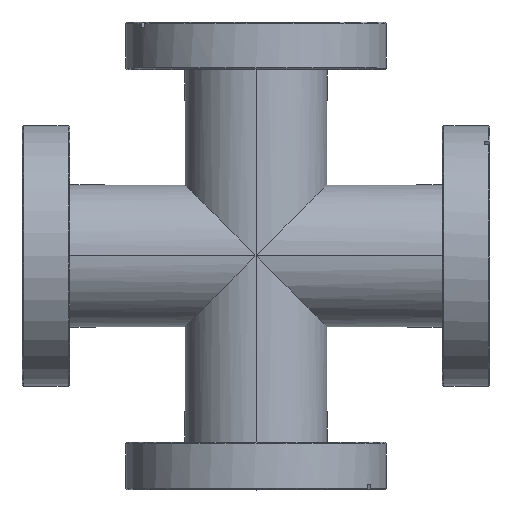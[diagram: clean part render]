
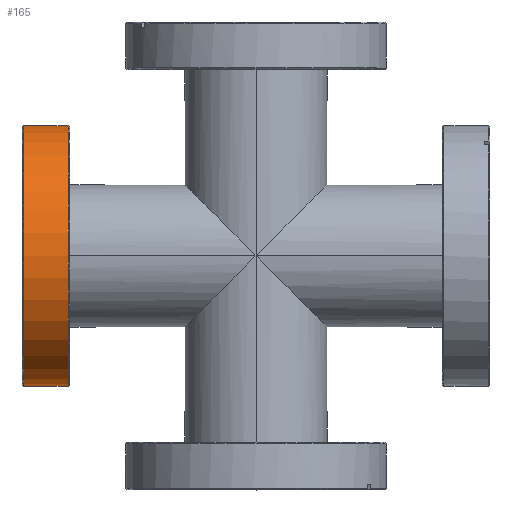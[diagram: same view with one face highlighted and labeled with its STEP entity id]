
A CAD part, top view. The second image highlights one B-rep face of the part: STEP entity #165.
In plain terms, the highlighted cylindrical face has radius 35 mm (diameter 70 mm), a partial arc.
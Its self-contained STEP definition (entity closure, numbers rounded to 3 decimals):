
#28 = EDGE_CURVE ( 'NONE', #35, #2401, #687, .T. ) ;
#35 = VERTEX_POINT ( 'NONE', #689 ) ;
#128 = EDGE_LOOP ( 'NONE', ( #177, #150, #170, #173 ) ) ;
#150 = ORIENTED_EDGE ( 'NONE', *, *, #152, .T. ) ;
#152 = EDGE_CURVE ( 'NONE', #2401, #568, #958, .T. ) ;
#163 = EDGE_CURVE ( 'NONE', #35, #307, #1005, .T. ) ;
#165 = ADVANCED_FACE ( 'NONE', ( #959 ), #962, .T. ) ;
#170 = ORIENTED_EDGE ( 'NONE', *, *, #569, .T. ) ;
#173 = ORIENTED_EDGE ( 'NONE', *, *, #163, .F. ) ;
#177 = ORIENTED_EDGE ( 'NONE', *, *, #28, .T. ) ;
#307 = VERTEX_POINT ( 'NONE', #1252 ) ;
#568 = VERTEX_POINT ( 'NONE', #1666 ) ;
#569 = EDGE_CURVE ( 'NONE', #568, #307, #1624, .T. ) ;
#687 = CIRCLE ( 'NONE', #736, 35. ) ;
#689 = CARTESIAN_POINT ( 'NONE',  ( 0., 0.4, 35. ) ) ;
#733 = DIRECTION ( 'NONE',  ( 0., 0., -1. ) ) ;
#734 = DIRECTION ( 'NONE',  ( 0., 1., 0. ) ) ;
#735 = CARTESIAN_POINT ( 'NONE',  ( 0., 0.4, 0. ) ) ;
#736 = AXIS2_PLACEMENT_3D ( 'NONE', #735, #734, #733 ) ;
#955 = DIRECTION ( 'NONE',  ( 0., 1., 0. ) ) ;
#956 = VECTOR ( 'NONE', #955, 1000. ) ;
#957 = CARTESIAN_POINT ( 'NONE',  ( 0., 31.392, -35. ) ) ;
#958 = LINE ( 'NONE', #957, #956 ) ;
#959 = FACE_OUTER_BOUND ( 'NONE', #128, .T. ) ;
#962 = CYLINDRICAL_SURFACE ( 'NONE', #1003, 35. ) ;
#988 = DIRECTION ( 'NONE',  ( 0., 0., 1. ) ) ;
#989 = DIRECTION ( 'NONE',  ( 0., 1., 0. ) ) ;
#992 = DIRECTION ( 'NONE',  ( 0., 1., 0. ) ) ;
#993 = VECTOR ( 'NONE', #992, 1000. ) ;
#994 = CARTESIAN_POINT ( 'NONE',  ( 0., 31.392, 35. ) ) ;
#995 = CARTESIAN_POINT ( 'NONE',  ( 0., 31.392, 0. ) ) ;
#1003 = AXIS2_PLACEMENT_3D ( 'NONE', #995, #989, #988 ) ;
#1005 = LINE ( 'NONE', #994, #993 ) ;
#1252 = CARTESIAN_POINT ( 'NONE',  ( 0., 12.3, 35. ) ) ;
#1624 = CIRCLE ( 'NONE', #1698, 35. ) ;
#1666 = CARTESIAN_POINT ( 'NONE',  ( 0., 12.3, -35. ) ) ;
#1695 = DIRECTION ( 'NONE',  ( 0., 0., 1. ) ) ;
#1696 = DIRECTION ( 'NONE',  ( 0., -1., 0. ) ) ;
#1697 = CARTESIAN_POINT ( 'NONE',  ( 0., 12.3, 0. ) ) ;
#1698 = AXIS2_PLACEMENT_3D ( 'NONE', #1697, #1696, #1695 ) ;
#1878 = CARTESIAN_POINT ( 'NONE',  ( 0., 0.4, -35. ) ) ;
#2401 = VERTEX_POINT ( 'NONE', #1878 ) ;
